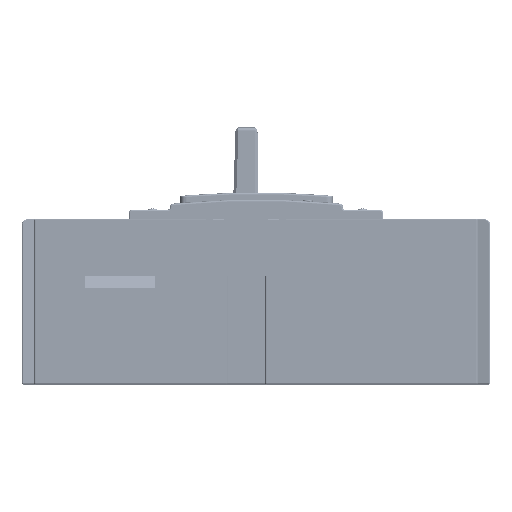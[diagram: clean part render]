
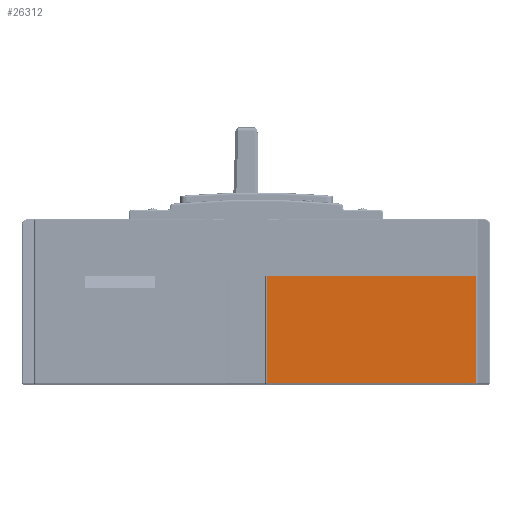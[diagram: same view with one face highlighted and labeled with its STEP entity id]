
A CAD part, front view. The second image highlights one B-rep face of the part: STEP entity #26312.
In plain terms, the highlighted planar face has unit normal (0, -1, 0).
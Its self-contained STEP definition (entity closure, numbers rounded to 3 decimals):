
#1708=FACE_OUTER_BOUND('',#37557,.T.);
#8001=LINE('',#230550,#17190);
#8016=LINE('',#230596,#17205);
#8017=LINE('',#230598,#17206);
#8018=LINE('',#230600,#17207);
#17190=VECTOR('',#109715,1.);
#17205=VECTOR('',#109750,1.);
#17206=VECTOR('',#109751,1.);
#17207=VECTOR('',#109752,1.);
#26312=ADVANCED_FACE('',(#1708),#31355,.F.);
#31355=PLANE('',#98969);
#37557=EDGE_LOOP('',(#49407,#49408,#49409,#49410));
#49407=ORIENTED_EDGE('',*,*,#84584,.F.);
#49408=ORIENTED_EDGE('',*,*,#84607,.T.);
#49409=ORIENTED_EDGE('',*,*,#84608,.T.);
#49410=ORIENTED_EDGE('',*,*,#84609,.F.);
#74887=VERTEX_POINT('',#230549);
#74888=VERTEX_POINT('',#230551);
#74909=VERTEX_POINT('',#230597);
#74910=VERTEX_POINT('',#230599);
#84584=EDGE_CURVE('',#74887,#74888,#8001,.T.);
#84607=EDGE_CURVE('',#74887,#74909,#8016,.T.);
#84608=EDGE_CURVE('',#74909,#74910,#8017,.T.);
#84609=EDGE_CURVE('',#74888,#74910,#8018,.T.);
#98969=AXIS2_PLACEMENT_3D('',#230601,#109753,#109754);
#109715=DIRECTION('',(1.,0.,0.));
#109750=DIRECTION('',(0.,0.,-1.));
#109751=DIRECTION('',(1.,0.,0.));
#109752=DIRECTION('',(0.,0.,-1.));
#109753=DIRECTION('',(0.,1.,0.));
#109754=DIRECTION('',(0.,0.,1.));
#230549=CARTESIAN_POINT('',(-10.811,-337.3,60.9));
#230550=CARTESIAN_POINT('',(120.239,-337.3,60.9));
#230551=CARTESIAN_POINT('',(112.739,-337.3,60.9));
#230596=CARTESIAN_POINT('',(-10.811,-337.3,61.2));
#230597=CARTESIAN_POINT('',(-10.811,-337.3,-2.1));
#230598=CARTESIAN_POINT('',(120.239,-337.3,-2.1));
#230599=CARTESIAN_POINT('',(112.739,-337.3,-2.1));
#230600=CARTESIAN_POINT('',(112.739,-337.3,61.2));
#230601=CARTESIAN_POINT('',(120.239,-337.3,60.9));
